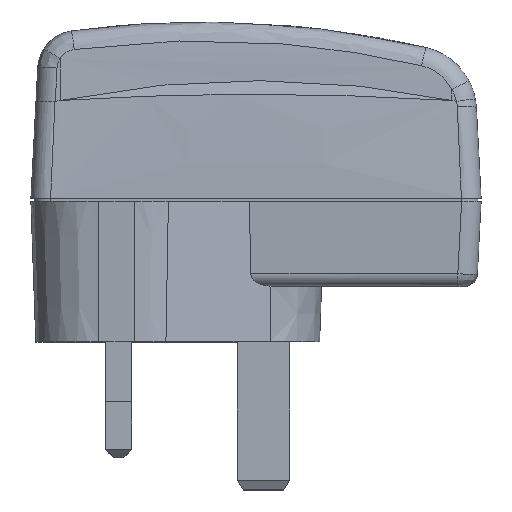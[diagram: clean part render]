
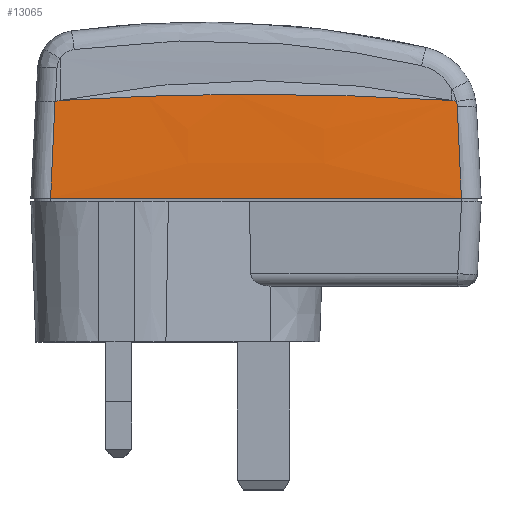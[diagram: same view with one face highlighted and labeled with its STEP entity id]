
A CAD part, top view. The second image highlights one B-rep face of the part: STEP entity #13065.
In plain terms, the highlighted free-form (B-spline) face has degree [3, 3] with [4, 4] control points.
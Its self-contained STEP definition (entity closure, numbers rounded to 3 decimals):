
#8133=CARTESIAN_POINT('',(-31.47,0.,
15.9));
#8348=CARTESIAN_POINT('',(31.47,0.,
15.9));
#8349=CARTESIAN_POINT('',(31.4,1.561,15.856));
#8350=CARTESIAN_POINT('',(31.26,4.682,15.728));
#8351=CARTESIAN_POINT('',(31.049,9.359,15.419));
#8352=CARTESIAN_POINT('',(30.908,12.472,15.134));
#8353=CARTESIAN_POINT('',(30.838,14.026,14.972));
#8360=CARTESIAN_POINT('',(30.691,14.829,14.89));
#8361=CARTESIAN_POINT('',(30.699,14.827,14.89));
#8362=CARTESIAN_POINT('',(30.714,14.825,14.89));
#8363=CARTESIAN_POINT('',(30.735,14.825,14.889));
#8364=CARTESIAN_POINT('',(30.749,14.826,14.889));
#8365=CARTESIAN_POINT('',(30.756,14.828,14.889));
#8367=CARTESIAN_POINT('',(30.756,14.828,14.889));
#8368=CARTESIAN_POINT('',(30.798,14.562,14.916));
#8369=CARTESIAN_POINT('',(30.826,14.294,14.944));
#8370=CARTESIAN_POINT('',(30.838,14.026,14.972));
#8372=DIRECTION('',(-1.,0.,0.));
#8373=VECTOR('',#8372,62.94);
#8374=CARTESIAN_POINT('',(31.47,0.,
15.9));
#8375=LINE('',#8374,#8373);
#8376=CARTESIAN_POINT('',(-31.47,0.,
15.9));
#8377=CARTESIAN_POINT('',(-31.396,1.649,15.853));
#8378=CARTESIAN_POINT('',(-31.248,4.946,15.716));
#8379=CARTESIAN_POINT('',(-31.025,9.885,15.379));
#8380=CARTESIAN_POINT('',(-30.876,13.171,15.067));
#8381=CARTESIAN_POINT('',(-30.802,14.812,14.889));
#8383=CARTESIAN_POINT('',(-29.997,14.967,14.897));
#8384=CARTESIAN_POINT('',(-24.994,15.281,15.019));
#8385=CARTESIAN_POINT('',(-14.99,15.756,15.218));
#8386=CARTESIAN_POINT('',(0.001,15.991,15.325));
#8387=CARTESIAN_POINT('',(14.991,15.756,15.218));
#8388=CARTESIAN_POINT('',(24.995,15.28,15.019));
#8389=CARTESIAN_POINT('',(29.998,14.967,14.897));
#8396=CARTESIAN_POINT('',(30.691,14.829,14.89));
#8397=CARTESIAN_POINT('',(30.613,14.844,14.891));
#8398=CARTESIAN_POINT('',(30.457,14.874,14.893));
#8399=CARTESIAN_POINT('',(30.224,14.921,14.895));
#8400=CARTESIAN_POINT('',(30.074,14.952,14.896));
#8401=CARTESIAN_POINT('',(29.998,14.967,14.897));
#8496=CARTESIAN_POINT('',(-29.997,14.967,14.897));
#8497=CARTESIAN_POINT('',(-30.08,14.951,14.896));
#8498=CARTESIAN_POINT('',(-30.247,14.916,14.895));
#8499=CARTESIAN_POINT('',(-30.502,14.865,14.892));
#8500=CARTESIAN_POINT('',(-30.673,14.832,14.891));
#8501=CARTESIAN_POINT('',(-30.759,14.815,14.89));
#8512=CARTESIAN_POINT('',(-30.759,14.815,14.89));
#8513=CARTESIAN_POINT('',(-30.764,14.814,14.89));
#8514=CARTESIAN_POINT('',(-30.774,14.813,14.89));
#8515=CARTESIAN_POINT('',(-30.788,14.812,14.889));
#8516=CARTESIAN_POINT('',(-30.798,14.812,14.889));
#8517=CARTESIAN_POINT('',(-30.802,14.812,14.889));
#12034=VERTEX_POINT('',#8133);
#12035=CARTESIAN_POINT('',(31.47,0.,
15.9));
#12036=VERTEX_POINT('',#12035);
#12135=VERTEX_POINT('',#8353);
#12136=VERTEX_POINT('',#8396);
#12137=VERTEX_POINT('',#8401);
#12138=VERTEX_POINT('',#8365);
#12139=VERTEX_POINT('',#8381);
#12140=VERTEX_POINT('',#8512);
#12141=VERTEX_POINT('',#8496);
#13030=CARTESIAN_POINT('',(-32.099,16.246,
14.679));
#13031=CARTESIAN_POINT('',(-10.7,16.225,
15.457));
#13032=CARTESIAN_POINT('',(10.7,16.225,15.457));
#13033=CARTESIAN_POINT('',(32.099,16.246,14.679));
#13034=CARTESIAN_POINT('',(-32.099,10.747,
15.344));
#13035=CARTESIAN_POINT('',(-10.7,10.721,
15.856));
#13036=CARTESIAN_POINT('',(10.7,10.721,15.856));
#13037=CARTESIAN_POINT('',(32.099,10.747,15.344));
#13038=CARTESIAN_POINT('',(-32.099,5.217,
15.755));
#13039=CARTESIAN_POINT('',(-10.7,5.199,
16.002));
#13040=CARTESIAN_POINT('',(10.7,5.199,16.002));
#13041=CARTESIAN_POINT('',(32.099,5.217,15.755));
#13042=CARTESIAN_POINT('',(-32.099,-0.319,
15.909));
#13043=CARTESIAN_POINT('',(-10.7,-0.318,
15.894));
#13044=CARTESIAN_POINT('',(10.7,-0.318,
15.894));
#13045=CARTESIAN_POINT('',(32.099,-0.319,
15.909));
#13046=B_SPLINE_SURFACE_WITH_KNOTS('',3,3,((#13030,#13031,#13032,#13033),
(#13034,#13035,#13036,#13037),(#13038,#13039,#13040,#13041),(#13042,#13043,
#13044,#13045)),.UNSPECIFIED.,.F.,.F.,.F.,(4,4),(4,4),(0.377,
1.012),(0.035,0.965),.UNSPECIFIED.);
#13048=ORIENTED_EDGE('',*,*,#13047,.F.);
#13050=ORIENTED_EDGE('',*,*,#13049,.T.);
#13052=ORIENTED_EDGE('',*,*,#13051,.T.);
#13053=ORIENTED_EDGE('',*,*,#13021,.F.);
#13054=ORIENTED_EDGE('',*,*,#12839,.T.);
#13056=ORIENTED_EDGE('',*,*,#13055,.T.);
#13058=ORIENTED_EDGE('',*,*,#13057,.F.);
#13060=ORIENTED_EDGE('',*,*,#13059,.F.);
#13062=ORIENTED_EDGE('',*,*,#13061,.T.);
#13063=EDGE_LOOP('',(#13048,#13050,#13052,#13053,#13054,#13056,#13058,#13060,
#13062));
#13064=FACE_OUTER_BOUND('',#13063,.F.);
#13065=ADVANCED_FACE('',(#13064),#13046,.T.);
#8354=B_SPLINE_CURVE_WITH_KNOTS('',3,(#8348,#8349,#8350,#8351,#8352,#8353),
.UNSPECIFIED.,.F.,.F.,(4,1,1,4),(0.,0.333,0.667,1.),
.UNSPECIFIED.);
#8366=B_SPLINE_CURVE_WITH_KNOTS('',3,(#8360,#8361,#8362,#8363,#8364,#8365),
.UNSPECIFIED.,.F.,.F.,(4,1,1,4),(0.,0.333,0.667,1.),
.UNSPECIFIED.);
#8371=B_SPLINE_CURVE_WITH_KNOTS('',3,(#8367,#8368,#8369,#8370),.UNSPECIFIED.,
.F.,.F.,(4,4),(0.,1.),.UNSPECIFIED.);
#8382=B_SPLINE_CURVE_WITH_KNOTS('',3,(#8376,#8377,#8378,#8379,#8380,#8381),
.UNSPECIFIED.,.F.,.F.,(4,1,1,4),(0.,0.333,0.667,1.),
.UNSPECIFIED.);
#8390=B_SPLINE_CURVE_WITH_KNOTS('',3,(#8383,#8384,#8385,#8386,#8387,#8388,
#8389),.UNSPECIFIED.,.F.,.F.,(4,1,1,1,4),(0.,0.25,0.5,0.75,1.),
.UNSPECIFIED.);
#8402=B_SPLINE_CURVE_WITH_KNOTS('',3,(#8396,#8397,#8398,#8399,#8400,#8401),
.UNSPECIFIED.,.F.,.F.,(4,1,1,4),(0.,0.333,0.667,1.),
.UNSPECIFIED.);
#8502=B_SPLINE_CURVE_WITH_KNOTS('',3,(#8496,#8497,#8498,#8499,#8500,#8501),
.UNSPECIFIED.,.F.,.F.,(4,1,1,4),(0.,0.333,0.667,1.),
.UNSPECIFIED.);
#8518=B_SPLINE_CURVE_WITH_KNOTS('',3,(#8512,#8513,#8514,#8515,#8516,#8517),
.UNSPECIFIED.,.F.,.F.,(4,1,1,4),(0.,0.333,0.667,1.),
.UNSPECIFIED.);
#12839=EDGE_CURVE('',#12036,#12034,#8375,.T.);
#13021=EDGE_CURVE('',#12036,#12135,#8354,.T.);
#13047=EDGE_CURVE('',#12136,#12137,#8402,.T.);
#13049=EDGE_CURVE('',#12136,#12138,#8366,.T.);
#13051=EDGE_CURVE('',#12138,#12135,#8371,.T.);
#13055=EDGE_CURVE('',#12034,#12139,#8382,.T.);
#13057=EDGE_CURVE('',#12140,#12139,#8518,.T.);
#13059=EDGE_CURVE('',#12141,#12140,#8502,.T.);
#13061=EDGE_CURVE('',#12141,#12137,#8390,.T.);
